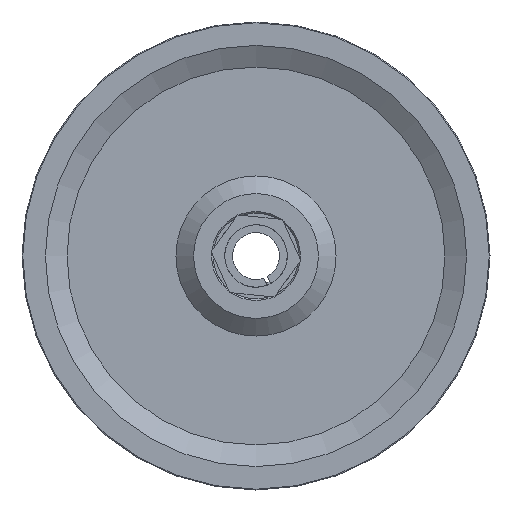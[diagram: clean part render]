
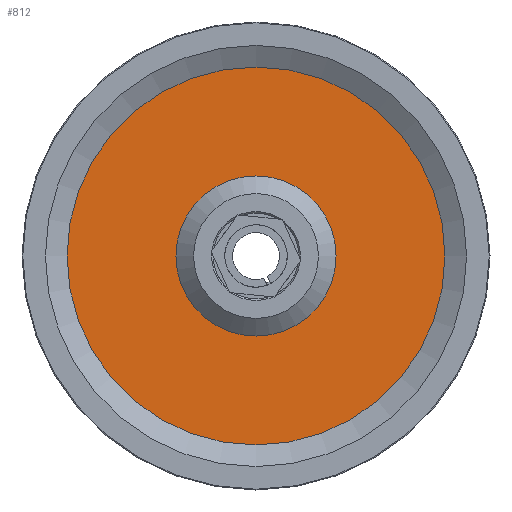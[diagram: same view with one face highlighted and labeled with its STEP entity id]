
A CAD part, front view. The second image highlights one B-rep face of the part: STEP entity #812.
In plain terms, the highlighted planar face has unit normal (0, -1, 0).
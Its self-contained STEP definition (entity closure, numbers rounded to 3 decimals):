
#83=FACE_BOUND('',#218,.T.);
#108=PLANE('',#1070);
#157=FACE_OUTER_BOUND('',#217,.T.);
#217=EDGE_LOOP('',(#733));
#218=EDGE_LOOP('',(#734));
#372=CIRCLE('',#1069,10.264);
#373=CIRCLE('',#1071,24.229);
#437=VERTEX_POINT('',#1582);
#438=VERTEX_POINT('',#1586);
#536=EDGE_CURVE('',#437,#437,#372,.T.);
#538=EDGE_CURVE('',#438,#438,#373,.T.);
#733=ORIENTED_EDGE('',*,*,#538,.F.);
#734=ORIENTED_EDGE('',*,*,#536,.T.);
#812=ADVANCED_FACE('',(#157,#83),#108,.T.);
#1069=AXIS2_PLACEMENT_3D('',#1583,#1329,#1330);
#1070=AXIS2_PLACEMENT_3D('',#1585,#1332,#1333);
#1071=AXIS2_PLACEMENT_3D('',#1587,#1334,#1335);
#1329=DIRECTION('center_axis',(0.,1.,0.));
#1330=DIRECTION('ref_axis',(0.,0.,1.));
#1332=DIRECTION('center_axis',(0.,-1.,0.));
#1333=DIRECTION('ref_axis',(0.,0.,-1.));
#1334=DIRECTION('center_axis',(0.,1.,0.));
#1335=DIRECTION('ref_axis',(0.,0.,1.));
#1582=CARTESIAN_POINT('',(0.,-0.7,-10.264));
#1583=CARTESIAN_POINT('Origin',(0.,-0.7,0.));
#1585=CARTESIAN_POINT('Origin',(0.,-0.7,17.247));
#1586=CARTESIAN_POINT('',(0.,-0.7,-24.229));
#1587=CARTESIAN_POINT('Origin',(0.,-0.7,0.));
